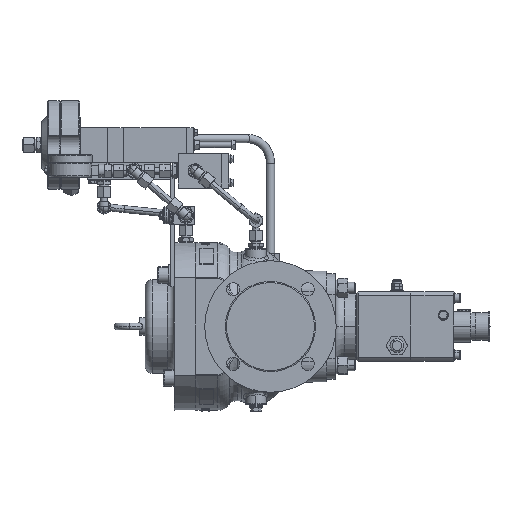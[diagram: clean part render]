
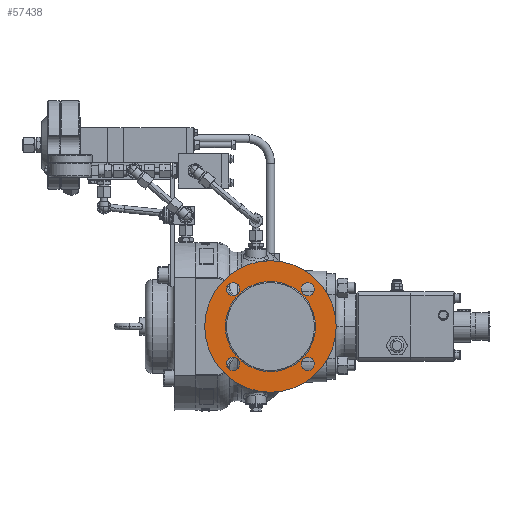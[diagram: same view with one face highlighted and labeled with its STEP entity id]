
A CAD part, left-side view. The second image highlights one B-rep face of the part: STEP entity #57438.
In plain terms, the highlighted planar face has unit normal (-1, 0, 0).
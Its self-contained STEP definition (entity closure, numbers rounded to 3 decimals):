
#160 = FACE_BOUND ( 'NONE', #168621, .T. ) ;
#205 = EDGE_LOOP ( 'NONE', ( #139827, #89191 ) ) ;
#1706 = AXIS2_PLACEMENT_3D ( 'NONE', #131875, #17957, #45208 ) ;
#5334 = CIRCLE ( 'NONE', #28262, 65.1 ) ;
#6214 = CARTESIAN_POINT ( 'NONE',  ( -147., 43.882, 44.382 ) ) ;
#7792 = CARTESIAN_POINT ( 'NONE',  ( -147., -10., 0. ) ) ;
#9010 = FACE_BOUND ( 'NONE', #135409, .T. ) ;
#9703 = ORIENTED_EDGE ( 'NONE', *, *, #92004, .F. ) ;
#12062 = CIRCLE ( 'NONE', #90530, 95. ) ;
#15567 = FACE_OUTER_BOUND ( 'NONE', #73343, .T. ) ;
#15684 = ORIENTED_EDGE ( 'NONE', *, *, #180433, .F. ) ;
#17957 = DIRECTION ( 'NONE',  ( -1., 0., 0. ) ) ;
#23925 = AXIS2_PLACEMENT_3D ( 'NONE', #143021, #100411, #142425 ) ;
#24485 = DIRECTION ( 'NONE',  ( -1., 0., 0. ) ) ;
#26835 = FACE_BOUND ( 'NONE', #34577, .T. ) ;
#27317 = EDGE_CURVE ( 'Defeature ausgef�hrt1_885+Defeature ausgef�hrt1_884+Defeature ausgef�hrt1_884+Defeature ausgef�hrt1_884', #109245, #62809, #56252, .T. ) ;
#28262 = AXIS2_PLACEMENT_3D ( 'NONE', #87864, #43886, #56956 ) ;
#28345 = ORIENTED_EDGE ( 'NONE', *, *, #158617, .T. ) ;
#30366 = AXIS2_PLACEMENT_3D ( 'NONE', #68976, #84392, #55318 ) ;
#31495 = CIRCLE ( 'NONE', #161718, 9.5 ) ;
#33368 = VERTEX_POINT ( 'NONE', #107448 ) ;
#34577 = EDGE_LOOP ( 'NONE', ( #9703, #48467 ) ) ;
#34996 = CIRCLE ( 'NONE', #171326, 9.5 ) ;
#37025 = CARTESIAN_POINT ( 'NONE',  ( -147., 43.882, -44.382 ) ) ;
#38693 = DIRECTION ( 'NONE',  ( 0., 0., 1. ) ) ;
#39254 = CIRCLE ( 'NONE', #23925, 9.5 ) ;
#39733 = CARTESIAN_POINT ( 'NONE',  ( -147., -63.882, -53.882 ) ) ;
#40892 = CIRCLE ( 'NONE', #80310, 9.5 ) ;
#43886 = DIRECTION ( 'NONE',  ( -1., 0., 0. ) ) ;
#45208 = DIRECTION ( 'NONE',  ( 0., 0., 1. ) ) ;
#46136 = CARTESIAN_POINT ( 'NONE',  ( -147., -63.882, 44.382 ) ) ;
#48467 = ORIENTED_EDGE ( 'NONE', *, *, #159807, .F. ) ;
#50702 = AXIS2_PLACEMENT_3D ( 'NONE', #111515, #168936, #141127 ) ;
#52222 = EDGE_CURVE ( 'Defeature ausgef�hrt1_1230+Defeature ausgef�hrt1_885+Defeature ausgef�hrt1_885+Defeature ausgef�hrt1_885', #59134, #63301, #39254, .T. ) ;
#55318 = DIRECTION ( 'NONE',  ( 0., 0., 1. ) ) ;
#56252 = CIRCLE ( 'NONE', #58360, 95. ) ;
#56956 = DIRECTION ( 'NONE',  ( 0., 0., 1. ) ) ;
#57438 = ADVANCED_FACE ( 'Defeature ausgef�hrt1_885', ( #9010, #26835, #128583, #133016, #15567, #160 ), #98698, .T. ) ;
#58134 = EDGE_CURVE ( 'Defeature ausgef�hrt1_1230+Defeature ausgef�hrt1_885+Defeature ausgef�hrt1_885+Defeature ausgef�hrt1_885', #63301, #59134, #143314, .T. ) ;
#58360 = AXIS2_PLACEMENT_3D ( 'NONE', #7792, #106872, #62322 ) ;
#59134 = VERTEX_POINT ( 'NONE', #66384 ) ;
#62322 = DIRECTION ( 'NONE',  ( 0., 0., 1. ) ) ;
#62809 = VERTEX_POINT ( 'NONE', #152507 ) ;
#63301 = VERTEX_POINT ( 'NONE', #46136 ) ;
#66384 = CARTESIAN_POINT ( 'NONE',  ( -147., -63.882, 63.382 ) ) ;
#68230 = CIRCLE ( 'NONE', #1706, 9.5 ) ;
#68976 = CARTESIAN_POINT ( 'NONE',  ( -147., -63.882, -53.882 ) ) ;
#73010 = EDGE_CURVE ( 'Defeature ausgef�hrt1_886+Defeature ausgef�hrt1_885+Defeature ausgef�hrt1_885+Defeature ausgef�hrt1_885', #114556, #33368, #74825, .T. ) ;
#73343 = EDGE_LOOP ( 'NONE', ( #158124, #28345 ) ) ;
#74825 = CIRCLE ( 'NONE', #169459, 65.1 ) ;
#78586 = ORIENTED_EDGE ( 'NONE', *, *, #58134, .F. ) ;
#80310 = AXIS2_PLACEMENT_3D ( 'NONE', #140009, #166620, #183314 ) ;
#83202 = VERTEX_POINT ( 'NONE', #37025 ) ;
#84392 = DIRECTION ( 'NONE',  ( -1., 0., 0. ) ) ;
#85892 = CIRCLE ( 'NONE', #30366, 9.5 ) ;
#87864 = CARTESIAN_POINT ( 'NONE',  ( -147., -10., 0. ) ) ;
#89023 = EDGE_CURVE ( 'Defeature ausgef�hrt1_1232+Defeature ausgef�hrt1_885+Defeature ausgef�hrt1_885+Defeature ausgef�hrt1_885', #83202, #179312, #68230, .T. ) ;
#89191 = ORIENTED_EDGE ( 'NONE', *, *, #120885, .F. ) ;
#90530 = AXIS2_PLACEMENT_3D ( 'NONE', #109339, #24485, #38693 ) ;
#91670 = DIRECTION ( 'NONE',  ( -1., 0., 0. ) ) ;
#92004 = EDGE_CURVE ( 'Defeature ausgef�hrt1_1231+Defeature ausgef�hrt1_885+Defeature ausgef�hrt1_885+Defeature ausgef�hrt1_885', #135398, #133830, #40892, .T. ) ;
#92294 = DIRECTION ( 'NONE',  ( 0., 0., 1. ) ) ;
#92649 = EDGE_CURVE ( 'Defeature ausgef�hrt1_886+Defeature ausgef�hrt1_885+Defeature ausgef�hrt1_885+Defeature ausgef�hrt1_885', #33368, #114556, #5334, .T. ) ;
#97688 = DIRECTION ( 'NONE',  ( 0., 0., 1. ) ) ;
#98285 = DIRECTION ( 'NONE',  ( -1., 0., 0. ) ) ;
#98698 = PLANE ( 'NONE',  #176214 ) ;
#100411 = DIRECTION ( 'NONE',  ( -1., 0., 0. ) ) ;
#101700 = ORIENTED_EDGE ( 'NONE', *, *, #73010, .F. ) ;
#106872 = DIRECTION ( 'NONE',  ( -1., 0., 0. ) ) ;
#107448 = CARTESIAN_POINT ( 'NONE',  ( -147., -10., 65.1 ) ) ;
#109245 = VERTEX_POINT ( 'NONE', #178722 ) ;
#109339 = CARTESIAN_POINT ( 'NONE',  ( -147., -10., 0. ) ) ;
#110533 = DIRECTION ( 'NONE',  ( -1., 0., 0. ) ) ;
#111419 = DIRECTION ( 'NONE',  ( -1., 0., 0. ) ) ;
#111515 = CARTESIAN_POINT ( 'NONE',  ( -147., -63.882, 53.882 ) ) ;
#114556 = VERTEX_POINT ( 'NONE', #135451 ) ;
#120885 = EDGE_CURVE ( 'Defeature ausgef�hrt1_1229+Defeature ausgef�hrt1_885+Defeature ausgef�hrt1_885+Defeature ausgef�hrt1_885', #142201, #124313, #85892, .T. ) ;
#124313 = VERTEX_POINT ( 'NONE', #137624 ) ;
#125959 = CARTESIAN_POINT ( 'NONE',  ( -147., 55.1, 0. ) ) ;
#128583 = FACE_BOUND ( 'NONE', #151312, .T. ) ;
#131875 = CARTESIAN_POINT ( 'NONE',  ( -147., 43.882, -53.882 ) ) ;
#133016 = FACE_BOUND ( 'NONE', #205, .T. ) ;
#133830 = VERTEX_POINT ( 'NONE', #6214 ) ;
#135398 = VERTEX_POINT ( 'NONE', #162541 ) ;
#135409 = EDGE_LOOP ( 'NONE', ( #156605, #15684 ) ) ;
#135451 = CARTESIAN_POINT ( 'NONE',  ( -147., -10., -65.1 ) ) ;
#137624 = CARTESIAN_POINT ( 'NONE',  ( -147., -63.882, -44.382 ) ) ;
#138317 = DIRECTION ( 'NONE',  ( 0., 0., 1. ) ) ;
#138762 = DIRECTION ( 'NONE',  ( -1., 0., 0. ) ) ;
#139426 = CIRCLE ( 'NONE', #182626, 9.5 ) ;
#139827 = ORIENTED_EDGE ( 'NONE', *, *, #145151, .F. ) ;
#140009 = CARTESIAN_POINT ( 'NONE',  ( -147., 43.882, 53.882 ) ) ;
#141127 = DIRECTION ( 'NONE',  ( 0., 0., 1. ) ) ;
#141612 = CARTESIAN_POINT ( 'NONE',  ( -147., 43.882, -53.882 ) ) ;
#142201 = VERTEX_POINT ( 'NONE', #144119 ) ;
#142425 = DIRECTION ( 'NONE',  ( 0., 0., 1. ) ) ;
#143021 = CARTESIAN_POINT ( 'NONE',  ( -147., -63.882, 53.882 ) ) ;
#143314 = CIRCLE ( 'NONE', #50702, 9.5 ) ;
#144119 = CARTESIAN_POINT ( 'NONE',  ( -147., -63.882, -63.382 ) ) ;
#145151 = EDGE_CURVE ( 'Defeature ausgef�hrt1_1229+Defeature ausgef�hrt1_885+Defeature ausgef�hrt1_885+Defeature ausgef�hrt1_885', #124313, #142201, #139426, .T. ) ;
#151312 = EDGE_LOOP ( 'NONE', ( #173873, #78586 ) ) ;
#152507 = CARTESIAN_POINT ( 'NONE',  ( -147., -10., -95. ) ) ;
#153295 = CARTESIAN_POINT ( 'NONE',  ( -147., 43.882, 53.882 ) ) ;
#156605 = ORIENTED_EDGE ( 'NONE', *, *, #89023, .F. ) ;
#158124 = ORIENTED_EDGE ( 'NONE', *, *, #27317, .T. ) ;
#158617 = EDGE_CURVE ( 'Defeature ausgef�hrt1_885+Defeature ausgef�hrt1_884+Defeature ausgef�hrt1_884+Defeature ausgef�hrt1_884', #62809, #109245, #12062, .T. ) ;
#159807 = EDGE_CURVE ( 'Defeature ausgef�hrt1_1231+Defeature ausgef�hrt1_885+Defeature ausgef�hrt1_885+Defeature ausgef�hrt1_885', #133830, #135398, #31495, .T. ) ;
#161718 = AXIS2_PLACEMENT_3D ( 'NONE', #153295, #98285, #97688 ) ;
#162541 = CARTESIAN_POINT ( 'NONE',  ( -147., 43.882, 63.382 ) ) ;
#166620 = DIRECTION ( 'NONE',  ( -1., 0., 0. ) ) ;
#168621 = EDGE_LOOP ( 'NONE', ( #181515, #101700 ) ) ;
#168936 = DIRECTION ( 'NONE',  ( -1., 0., 0. ) ) ;
#169459 = AXIS2_PLACEMENT_3D ( 'NONE', #176984, #91670, #92294 ) ;
#171326 = AXIS2_PLACEMENT_3D ( 'NONE', #141612, #111419, #183694 ) ;
#173873 = ORIENTED_EDGE ( 'NONE', *, *, #52222, .F. ) ;
#176214 = AXIS2_PLACEMENT_3D ( 'NONE', #125959, #110533, #138317 ) ;
#176984 = CARTESIAN_POINT ( 'NONE',  ( -147., -10., 0. ) ) ;
#178050 = CARTESIAN_POINT ( 'NONE',  ( -147., 43.882, -63.382 ) ) ;
#178722 = CARTESIAN_POINT ( 'NONE',  ( -147., -10., 95. ) ) ;
#179312 = VERTEX_POINT ( 'NONE', #178050 ) ;
#180200 = DIRECTION ( 'NONE',  ( 0., 0., 1. ) ) ;
#180433 = EDGE_CURVE ( 'Defeature ausgef�hrt1_1232+Defeature ausgef�hrt1_885+Defeature ausgef�hrt1_885+Defeature ausgef�hrt1_885', #179312, #83202, #34996, .T. ) ;
#181515 = ORIENTED_EDGE ( 'NONE', *, *, #92649, .F. ) ;
#182626 = AXIS2_PLACEMENT_3D ( 'NONE', #39733, #138762, #180200 ) ;
#183314 = DIRECTION ( 'NONE',  ( 0., 0., 1. ) ) ;
#183694 = DIRECTION ( 'NONE',  ( 0., 0., 1. ) ) ;
